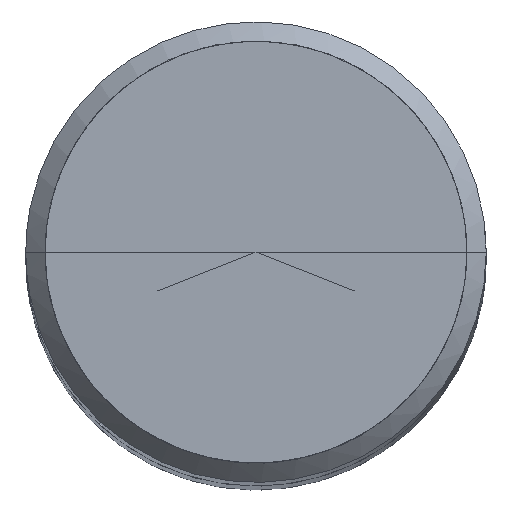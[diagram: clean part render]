
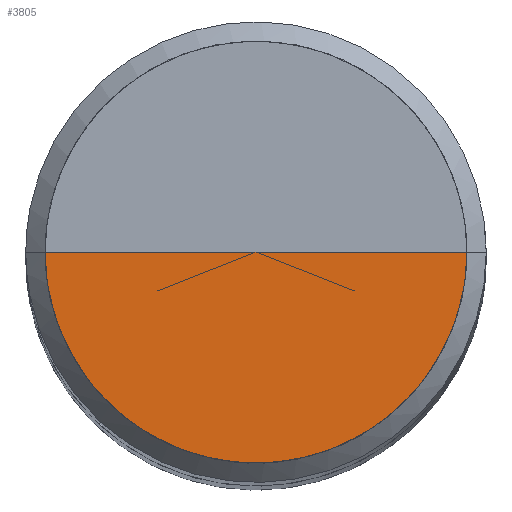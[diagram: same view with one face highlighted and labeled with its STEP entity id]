
A CAD part, top view. The second image highlights one B-rep face of the part: STEP entity #3805.
In plain terms, the highlighted free-form (B-spline) face has degree [1, 2] with [2, 5] control points.
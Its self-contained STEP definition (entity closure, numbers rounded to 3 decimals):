
#3365=CARTESIAN_POINT('',(5.5,0.0,48.8));
#3369=CARTESIAN_POINT('',(-5.5,0.0,48.8));
#3370=CARTESIAN_POINT('',(0.0,0.0,48.8));
#3383=CARTESIAN_POINT('',(-5.5,-5.5,48.8));
#3384=CARTESIAN_POINT('',(0.0,-5.5,48.8));
#3385=CARTESIAN_POINT('',(5.5,-5.5,48.8));
#3790=(
BOUNDED_SURFACE()
B_SPLINE_SURFACE(1,2,(
(#3369,#3383,#3384,#3385,#3365),
(#3370,#3370,#3370,#3370,#3370)
), .UNSPECIFIED.,.F.,.F.,.F.)
B_SPLINE_SURFACE_WITH_KNOTS((2,2),(3,2,3),(
0.0,1.0),(
0.0,0.5,1.0), .UNSPECIFIED.)
GEOMETRIC_REPRESENTATION_ITEM()
RATIONAL_B_SPLINE_SURFACE(((1.0,0.707,1.0,0.707,1.0),
(1.0,0.707,1.0,0.707,1.0)
))
REPRESENTATION_ITEM('')
SURFACE()
);
#3791=(
BOUNDED_CURVE()
B_SPLINE_CURVE(1,(#3370,#3365),.UNSPECIFIED.,.F.,.F.)
B_SPLINE_CURVE_WITH_KNOTS((2,2),
(0.0,1.0),.UNSPECIFIED.)
CURVE()
GEOMETRIC_REPRESENTATION_ITEM()
RATIONAL_B_SPLINE_CURVE((1.0,1.0))
REPRESENTATION_ITEM('')
);
#3792=(
BOUNDED_CURVE()
B_SPLINE_CURVE(2,(#3365,#3385,#3384,#3383,#3369),.UNSPECIFIED.,.F.,.F.)
B_SPLINE_CURVE_WITH_KNOTS((3,2,3),
(0.0,0.5,1.0),.UNSPECIFIED.)
CURVE()
GEOMETRIC_REPRESENTATION_ITEM()
RATIONAL_B_SPLINE_CURVE((1.0,0.707,1.0,0.707,1.0))
REPRESENTATION_ITEM('')
);
#3793=(
BOUNDED_CURVE()
B_SPLINE_CURVE(1,(#3369,#3370),.UNSPECIFIED.,.F.,.F.)
B_SPLINE_CURVE_WITH_KNOTS((2,2),
(0.0,1.0),.UNSPECIFIED.)
CURVE()
GEOMETRIC_REPRESENTATION_ITEM()
RATIONAL_B_SPLINE_CURVE((1.0,1.0))
REPRESENTATION_ITEM('')
);
#3794=VERTEX_POINT('',#3365);
#3795=VERTEX_POINT('',#3369);
#3796=VERTEX_POINT('',#3370);
#3797=EDGE_CURVE('',#3796,#3794,#3791,.T.);
#3798=EDGE_CURVE('',#3794,#3795,#3792,.T.);
#3799=EDGE_CURVE('',#3795,#3796,#3793,.T.);
#3800=ORIENTED_EDGE('',*,*,#3797,.T.);
#3801=ORIENTED_EDGE('',*,*,#3798,.T.);
#3802=ORIENTED_EDGE('',*,*,#3799,.T.);
#3803=EDGE_LOOP('',(#3800,#3801,#3802));
#3804=FACE_OUTER_BOUND('',#3803,.T.);
#3805=ADVANCED_FACE('',(#3804),#3790,.T.);
